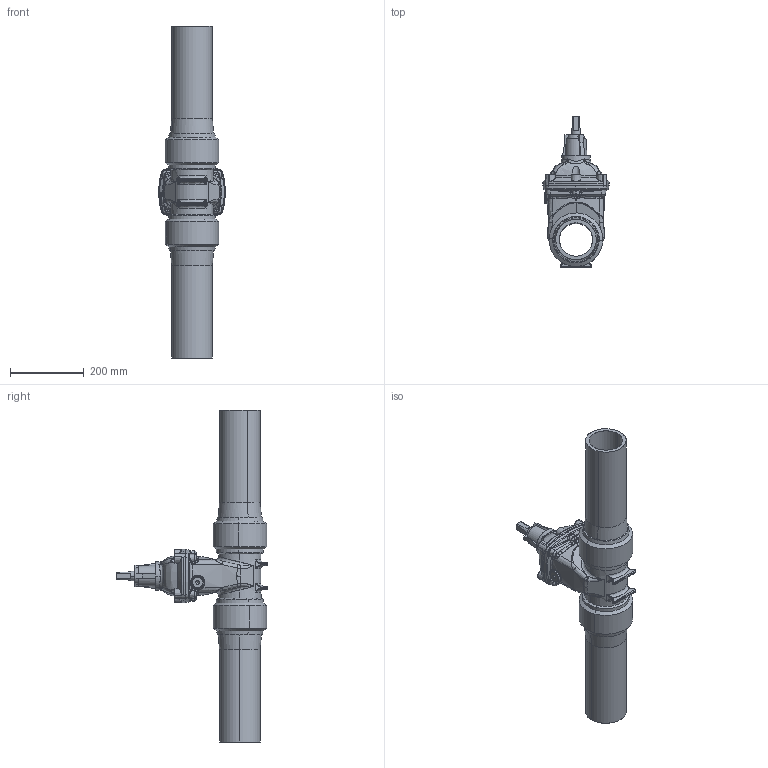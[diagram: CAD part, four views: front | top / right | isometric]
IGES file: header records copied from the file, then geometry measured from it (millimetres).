
Start section: SolidWorks IGES file using analytic representation for surfaces
Global section: file name: O_36_80_DN100_110mm.IGS; native system: SolidWorks 2012; preprocessor: SolidWorks 2012; author: ken; date: 150127.161444; units: millimetre
Bounding box: 180 x 409 x 899.1 mm (x, y, z)
Surface area: 724433.1 mm2 (no closed solid volume)
Topology: 0 solids, 0 shells, 462 faces, 3907 edges, 3893 vertices
Faces by surface type: bspline 295, revolution 167
